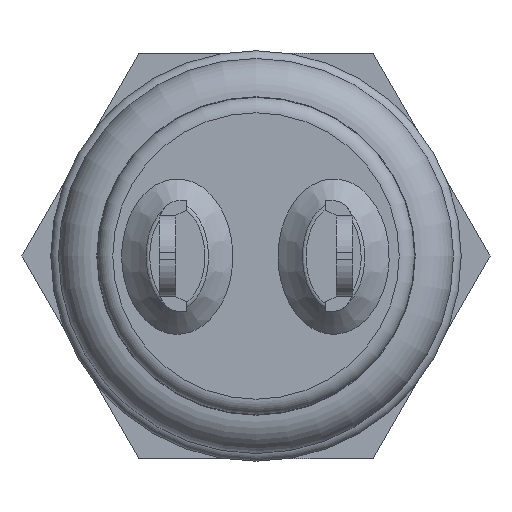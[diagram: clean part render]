
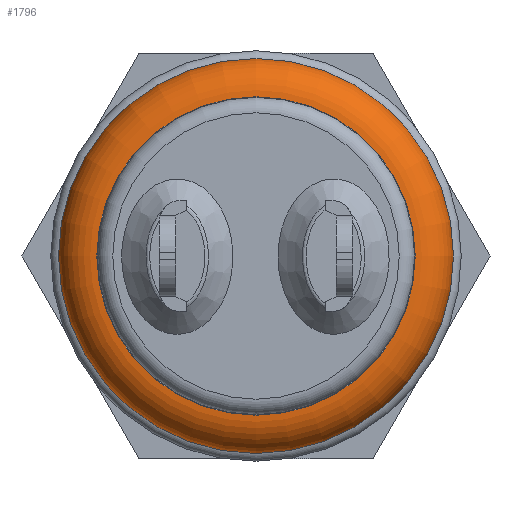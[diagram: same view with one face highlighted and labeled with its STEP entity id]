
A CAD part, front view. The second image highlights one B-rep face of the part: STEP entity #1796.
In plain terms, the highlighted toroidal (fillet/blend) face has major radius 3.912 mm and minor radius 0.94 mm.
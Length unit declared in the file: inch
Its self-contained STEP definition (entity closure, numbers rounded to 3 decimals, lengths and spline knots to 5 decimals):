
#17=TOROIDAL_SURFACE('',#1960,0.154,0.037);
#408=CIRCLE('',#1961,0.154);
#409=CIRCLE('',#1962,0.037);
#410=CIRCLE('',#1963,0.191);
#411=CIRCLE('',#1964,0.191);
#558=FACE_OUTER_BOUND('',#658,.T.);
#658=EDGE_LOOP('',(#1585,#1586,#1587,#1588,#1589));
#860=VERTEX_POINT('',#3574);
#861=VERTEX_POINT('',#3576);
#862=VERTEX_POINT('',#3578);
#1104=EDGE_CURVE('',#860,#860,#408,.T.);
#1105=EDGE_CURVE('',#860,#861,#409,.T.);
#1106=EDGE_CURVE('',#861,#862,#410,.T.);
#1107=EDGE_CURVE('',#862,#861,#411,.T.);
#1585=ORIENTED_EDGE('',*,*,#1104,.T.);
#1586=ORIENTED_EDGE('',*,*,#1105,.T.);
#1587=ORIENTED_EDGE('',*,*,#1106,.T.);
#1588=ORIENTED_EDGE('',*,*,#1107,.T.);
#1589=ORIENTED_EDGE('',*,*,#1105,.F.);
#1796=ADVANCED_FACE('',(#558),#17,.T.);
#1960=AXIS2_PLACEMENT_3D('',#3573,#2395,#2396);
#1961=AXIS2_PLACEMENT_3D('',#3575,#2397,#2398);
#1962=AXIS2_PLACEMENT_3D('',#3577,#2399,#2400);
#1963=AXIS2_PLACEMENT_3D('',#3579,#2401,#2402);
#1964=AXIS2_PLACEMENT_3D('',#3580,#2403,#2404);
#2395=DIRECTION('center_axis',(0.,-1.,0.));
#2396=DIRECTION('ref_axis',(0.,0.,-1.));
#2397=DIRECTION('center_axis',(0.,1.,0.));
#2398=DIRECTION('ref_axis',(1.,0.,0.));
#2399=DIRECTION('center_axis',(-1.,0.,0.));
#2400=DIRECTION('ref_axis',(0.,0.,1.));
#2401=DIRECTION('center_axis',(0.,-1.,0.));
#2402=DIRECTION('ref_axis',(1.,0.,0.));
#2403=DIRECTION('center_axis',(0.,-1.,0.));
#2404=DIRECTION('ref_axis',(1.,0.,0.));
#3573=CARTESIAN_POINT('Origin',(-0.32043,-0.14612,0.));
#3574=CARTESIAN_POINT('',(-0.32043,-0.18312,0.154));
#3575=CARTESIAN_POINT('Origin',(-0.32043,-0.18312,0.));
#3576=CARTESIAN_POINT('',(-0.32043,-0.14612,0.191));
#3577=CARTESIAN_POINT('Origin',(-0.32043,-0.14612,0.154));
#3578=CARTESIAN_POINT('',(-0.12943,-0.14612,0.));
#3579=CARTESIAN_POINT('Origin',(-0.32043,-0.14612,0.));
#3580=CARTESIAN_POINT('Origin',(-0.32043,-0.14612,0.));
